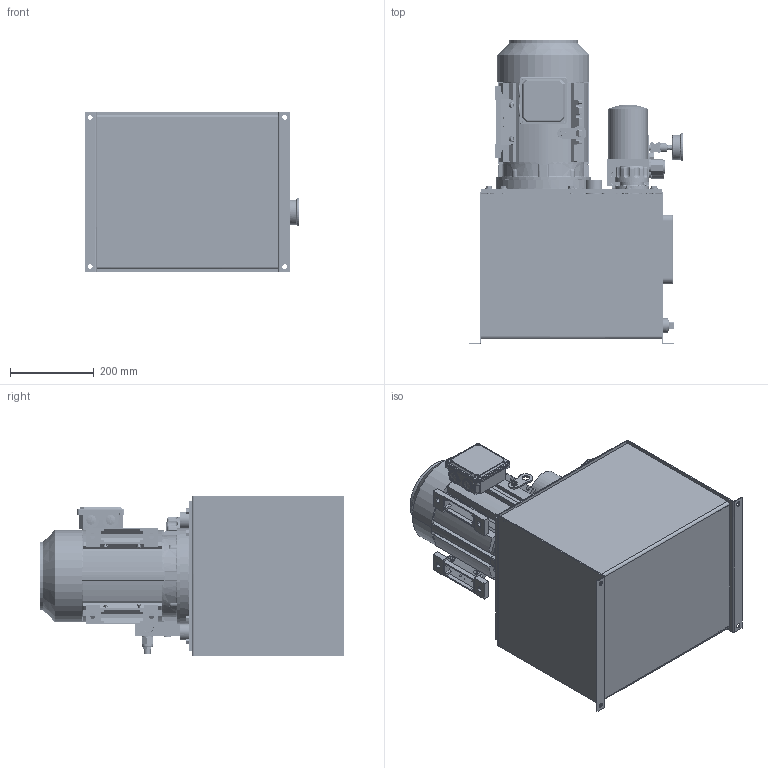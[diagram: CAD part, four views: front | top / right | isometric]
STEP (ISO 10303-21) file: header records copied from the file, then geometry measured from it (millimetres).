
FILE_DESCRIPTION (( 'STEP AP203' ), '1' );
FILE_NAME ('51060550017.step', '2024-06-24T16:40:08', ( '' ), ( '' ), 'SwSTEP 2.0', 'SolidWorks 2023', '' );
FILE_SCHEMA (( 'CONFIG_CONTROL_DESIGN' ));
Products named in the file (1): 51060550017
Bounding box: 510.84 x 726.17 x 381 mm (x, y, z)
Volume: 18780920.4 mm3; surface area: 3175343.1 mm2
Topology: 68 solids, 68 shells, 5194 faces, 12963 edges, 8314 vertices
Faces by surface type: plane 2601, cylinder 1296, bspline 801, cone 403, torus 77, sphere 16
Entity records: 252569 total; most frequent: CARTESIAN_POINT 155391, ORIENTED_EDGE 25794, EDGE_CURVE 12897, B_SPLINE_CURVE_WITH_KNOTS 11794, DIRECTION 9937, VERTEX_POINT 8314, EDGE_LOOP 5941, FACE_OUTER_BOUND 5194
